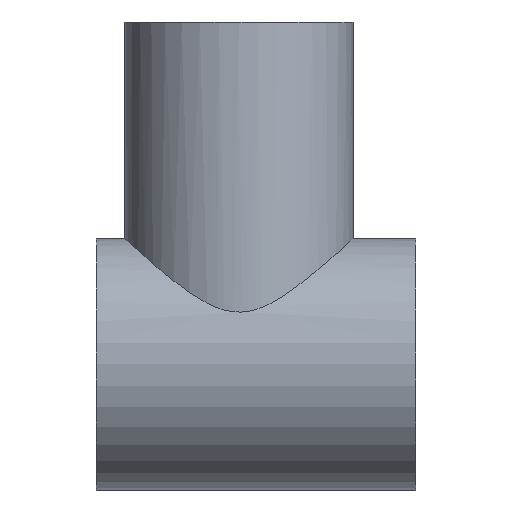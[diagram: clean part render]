
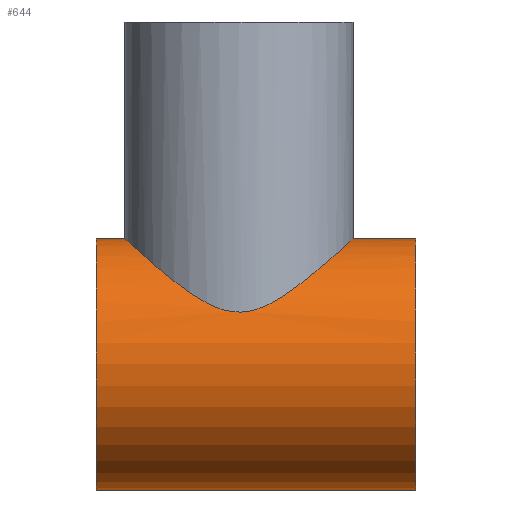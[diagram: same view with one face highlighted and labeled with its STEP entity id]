
A CAD part, front view. The second image highlights one B-rep face of the part: STEP entity #644.
In plain terms, the highlighted cylindrical face has radius 4.4 mm (diameter 8.8 mm), a partial arc.
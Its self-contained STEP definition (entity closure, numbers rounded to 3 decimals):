
#10 = AXIS2_PLACEMENT_3D ( 'NONE', #22, #423, #321 ) ;
#16 = CARTESIAN_POINT ( 'NONE',  ( 8.407, -2.111, 3.868 ) ) ;
#22 = CARTESIAN_POINT ( 'NONE',  ( 0., 0., 0. ) ) ;
#24 = CARTESIAN_POINT ( 'NONE',  ( 3.91, -3.858, 2.119 ) ) ;
#27 = CARTESIAN_POINT ( 'NONE',  ( 1., 0., 4.4 ) ) ;
#30 = CARTESIAN_POINT ( 'NONE',  ( 5.151, -4., 1.833 ) ) ;
#65 = CARTESIAN_POINT ( 'NONE',  ( 0., 0., 4.4 ) ) ;
#72 = LINE ( 'NONE', #65, #105 ) ;
#77 = CARTESIAN_POINT ( 'NONE',  ( 5.572, -3.961, 1.915 ) ) ;
#80 = CARTESIAN_POINT ( 'NONE',  ( 4.718, -3.993, 1.85 ) ) ;
#82 = CARTESIAN_POINT ( 'NONE',  ( 0., 0., 4.4 ) ) ;
#83 = CARTESIAN_POINT ( 'NONE',  ( 2.055, -2.718, 3.468 ) ) ;
#84 = DIRECTION ( 'NONE',  ( 0., 0., 1. ) ) ;
#90 = CARTESIAN_POINT ( 'NONE',  ( 11.2, 0., 0. ) ) ;
#92 = CYLINDRICAL_SURFACE ( 'NONE', #304, 4.4 ) ;
#94 = EDGE_CURVE ( 'NONE', #96, #615, #453, .T. ) ;
#96 = VERTEX_POINT ( 'NONE', #520 ) ;
#105 = VECTOR ( 'NONE', #326, 1000. ) ;
#121 = CARTESIAN_POINT ( 'NONE',  ( 9., 0., 4.4 ) ) ;
#126 = DIRECTION ( 'NONE',  ( -1., 0., 0. ) ) ;
#127 = CARTESIAN_POINT ( 'NONE',  ( 5.293, -3.992, 1.851 ) ) ;
#129 = FACE_OUTER_BOUND ( 'NONE', #296, .T. ) ;
#146 = ORIENTED_EDGE ( 'NONE', *, *, #227, .T. ) ;
#153 = ORIENTED_EDGE ( 'NONE', *, *, #94, .F. ) ;
#174 = CARTESIAN_POINT ( 'NONE',  ( 2.408, -3.057, 3.173 ) ) ;
#178 = EDGE_CURVE ( 'NONE', #336, #469, #334, .T. ) ;
#182 = CARTESIAN_POINT ( 'NONE',  ( 3.214, -3.588, 2.553 ) ) ;
#221 = CARTESIAN_POINT ( 'NONE',  ( 4.439, -3.963, 1.912 ) ) ;
#227 = EDGE_CURVE ( 'NONE', #295, #469, #72, .T. ) ;
#228 = CARTESIAN_POINT ( 'NONE',  ( 6.793, -3.584, 2.558 ) ) ;
#231 = CARTESIAN_POINT ( 'NONE',  ( 6.339, -3.777, 2.263 ) ) ;
#244 = ORIENTED_EDGE ( 'NONE', *, *, #268, .F. ) ;
#268 = EDGE_CURVE ( 'NONE', #357, #96, #323, .T. ) ;
#273 = CARTESIAN_POINT ( 'NONE',  ( 4.302, -3.941, 1.958 ) ) ;
#278 = CARTESIAN_POINT ( 'NONE',  ( 5.709, -3.939, 1.962 ) ) ;
#280 = CARTESIAN_POINT ( 'NONE',  ( 7.593, -3.056, 3.174 ) ) ;
#289 = CARTESIAN_POINT ( 'NONE',  ( 1., -0.143, 4.4 ) ) ;
#295 = VERTEX_POINT ( 'NONE', #377 ) ;
#296 = EDGE_LOOP ( 'NONE', ( #244, #308, #146, #591, #660, #153 ) ) ;
#304 = AXIS2_PLACEMENT_3D ( 'NONE', #337, #445, #490 ) ;
#308 = ORIENTED_EDGE ( 'NONE', *, *, #339, .T. ) ;
#317 = CARTESIAN_POINT ( 'NONE',  ( 8.54, -1.881, 3.987 ) ) ;
#321 = DIRECTION ( 'NONE',  ( 0., 0., 1. ) ) ;
#323 = LINE ( 'NONE', #416, #525 ) ;
#326 = DIRECTION ( 'NONE',  ( -1., 0., 0. ) ) ;
#329 = CARTESIAN_POINT ( 'NONE',  ( 1.594, -2.113, 3.867 ) ) ;
#332 = CARTESIAN_POINT ( 'NONE',  ( 7.004, -3.47, 2.713 ) ) ;
#334 = B_SPLINE_CURVE_WITH_KNOTS ( 'NONE', 3,
 ( #27, #289, #338, #395, #387, #494, #433, #430, #329, #636, #83, #174, #590, #344, #182, #548, #24, #273, #221, #80, #427, #30, #127, #77, #278, #485, #231, #228, #332, #536, #280, #488, #581, #16, #317, #518, #470, #371, #629, #121 ),
 .UNSPECIFIED., .F., .F.,
 ( 4, 2, 2, 2, 2, 2, 2, 2, 2, 2, 2, 2, 2, 2, 2, 2, 2, 2, 2, 4 ),
 ( 0.014, 0.014, 0.015, 0.015, 0.016, 0.017, 0.018, 0.019, 0.02, 0.02, 0.021, 0.021, 0.021, 0.022, 0.023, 0.024, 0.025, 0.026, 0.027, 0.027 ),
 .UNSPECIFIED. ) ;
#336 = VERTEX_POINT ( 'NONE', #435 ) ;
#337 = CARTESIAN_POINT ( 'NONE',  ( 0., 0., 0. ) ) ;
#338 = CARTESIAN_POINT ( 'NONE',  ( 1.008, -0.288, 4.393 ) ) ;
#339 = EDGE_CURVE ( 'NONE', #357, #295, #563, .T. ) ;
#344 = CARTESIAN_POINT ( 'NONE',  ( 3.003, -3.474, 2.708 ) ) ;
#357 = VERTEX_POINT ( 'NONE', #641 ) ;
#371 = CARTESIAN_POINT ( 'NONE',  ( 8.969, -0.573, 4.372 ) ) ;
#377 = CARTESIAN_POINT ( 'NONE',  ( 11.2, 0., 4.4 ) ) ;
#387 = CARTESIAN_POINT ( 'NONE',  ( 1.062, -0.713, 4.344 ) ) ;
#395 = CARTESIAN_POINT ( 'NONE',  ( 1.039, -0.573, 4.365 ) ) ;
#416 = CARTESIAN_POINT ( 'NONE',  ( 0., 0., -4.4 ) ) ;
#423 = DIRECTION ( 'NONE',  ( -1., 0., 0. ) ) ;
#427 = CARTESIAN_POINT ( 'NONE',  ( 4.86, -4., 1.833 ) ) ;
#430 = CARTESIAN_POINT ( 'NONE',  ( 1.461, -1.884, 3.985 ) ) ;
#433 = CARTESIAN_POINT ( 'NONE',  ( 1.24, -1.392, 4.182 ) ) ;
#435 = CARTESIAN_POINT ( 'NONE',  ( 1., 0., 4.4 ) ) ;
#445 = DIRECTION ( 'NONE',  ( -1., 0., 0. ) ) ;
#453 = CIRCLE ( 'NONE', #10, 4.4 ) ;
#469 = VERTEX_POINT ( 'NONE', #613 ) ;
#470 = CARTESIAN_POINT ( 'NONE',  ( 8.848, -1.129, 4.262 ) ) ;
#484 = DIRECTION ( 'NONE',  ( -1., 0., 0. ) ) ;
#485 = CARTESIAN_POINT ( 'NONE',  ( 6.098, -3.855, 2.124 ) ) ;
#488 = CARTESIAN_POINT ( 'NONE',  ( 7.949, -2.714, 3.471 ) ) ;
#490 = DIRECTION ( 'NONE',  ( 0., 0., 1. ) ) ;
#494 = CARTESIAN_POINT ( 'NONE',  ( 1.151, -1.125, 4.263 ) ) ;
#516 = AXIS2_PLACEMENT_3D ( 'NONE', #90, #126, #84 ) ;
#518 = CARTESIAN_POINT ( 'NONE',  ( 8.76, -1.39, 4.183 ) ) ;
#519 = DIRECTION ( 'NONE',  ( -1., 0., 0. ) ) ;
#520 = CARTESIAN_POINT ( 'NONE',  ( 0., 0., -4.4 ) ) ;
#525 = VECTOR ( 'NONE', #519, 1000. ) ;
#536 = CARTESIAN_POINT ( 'NONE',  ( 7.404, -3.206, 3.02 ) ) ;
#547 = CARTESIAN_POINT ( 'NONE',  ( 0., 0., 4.4 ) ) ;
#548 = CARTESIAN_POINT ( 'NONE',  ( 3.667, -3.779, 2.26 ) ) ;
#563 = CIRCLE ( 'NONE', #516, 4.4 ) ;
#581 = CARTESIAN_POINT ( 'NONE',  ( 8.112, -2.526, 3.611 ) ) ;
#590 = CARTESIAN_POINT ( 'NONE',  ( 2.6, -3.209, 3.017 ) ) ;
#591 = ORIENTED_EDGE ( 'NONE', *, *, #178, .F. ) ;
#613 = CARTESIAN_POINT ( 'NONE',  ( 9., 0., 4.4 ) ) ;
#615 = VERTEX_POINT ( 'NONE', #82 ) ;
#626 = VECTOR ( 'NONE', #484, 1000. ) ;
#629 = CARTESIAN_POINT ( 'NONE',  ( 9., -0.29, 4.4 ) ) ;
#633 = EDGE_CURVE ( 'NONE', #336, #615, #642, .T. ) ;
#636 = CARTESIAN_POINT ( 'NONE',  ( 1.892, -2.531, 3.608 ) ) ;
#641 = CARTESIAN_POINT ( 'NONE',  ( 11.2, 0., -4.4 ) ) ;
#642 = LINE ( 'NONE', #547, #626 ) ;
#644 = ADVANCED_FACE ( 'NONE', ( #129 ), #92, .T. ) ;
#660 = ORIENTED_EDGE ( 'NONE', *, *, #633, .T. ) ;
